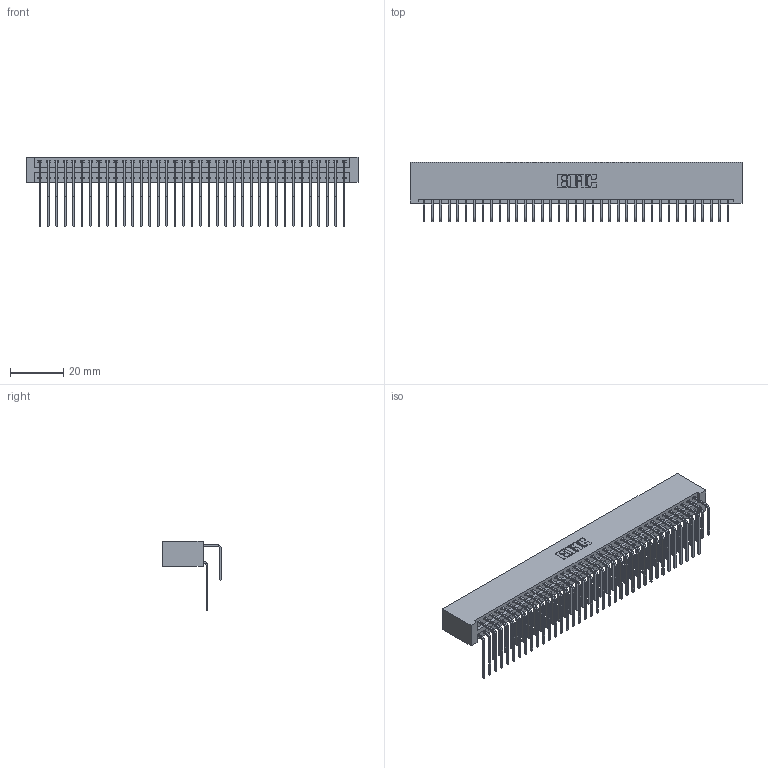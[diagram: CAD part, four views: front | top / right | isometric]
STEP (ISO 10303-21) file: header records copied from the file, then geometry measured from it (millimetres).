
FILE_DESCRIPTION (( 'STEP AP203' ), '1' );
FILE_NAME ('396-074-558-201.STEP', '2019-11-03T11:37:50', ( '' ), ( '' ), 'SwSTEP 2.0', 'SolidWorks 2016', '' );
FILE_SCHEMA (( 'CONFIG_CONTROL_DESIGN' ));
Length unit declared in the file: inch
Products named in the file (4): 346 Part_No Mounting Lugs; 396-074-558-201; 345-292-001_558 Tail - 2; 345-292-001_558 559 Tail - 1
Assembly tree (75 placements, depth 2):
  396-074-558-201
    346 Part_No Mounting Lugs
    345-292-001_558 559 Tail - 1  x37
    345-292-001_558 Tail - 2  x37
Bounding box: 124.71 x 22.16 x 26.16 mm (x, y, z)
Volume: 13122.5 mm3; surface area: 20170.3 mm2
Topology: 75 solids, 75 shells, 4110 faces, 12219 edges, 8046 vertices
Faces by surface type: plane 2810, cylinder 1300
Entity records: 26327 total; most frequent: CARTESIAN_POINT 4395, ORIENTED_EDGE 4278, DIRECTION 3891, EDGE_CURVE 2139, LINE 1827, VECTOR 1827, VERTEX_POINT 1422, AXIS2_PLACEMENT_3D 1032
